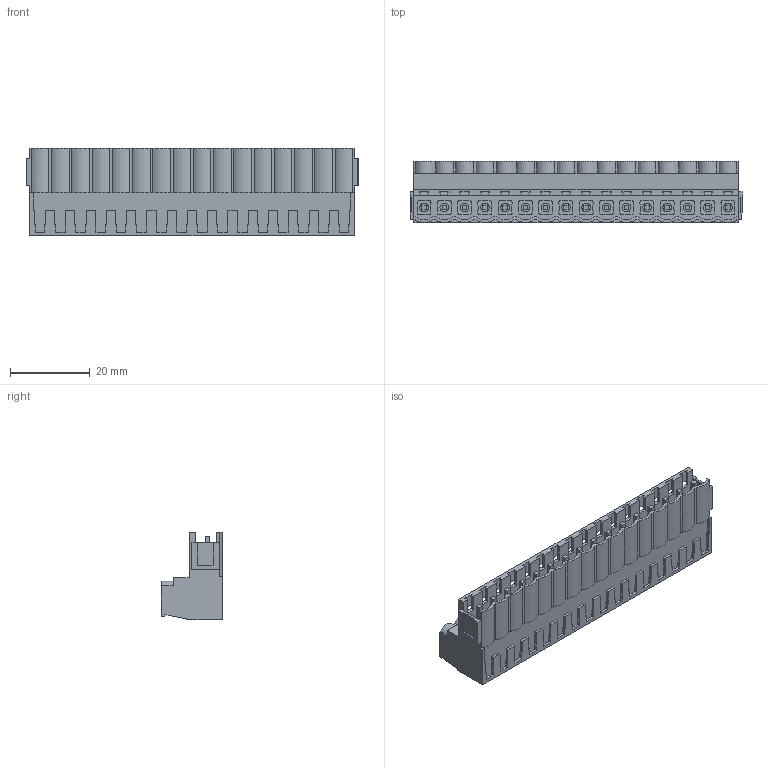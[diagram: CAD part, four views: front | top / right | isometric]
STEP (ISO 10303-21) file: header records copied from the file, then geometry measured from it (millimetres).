
FILE_DESCRIPTION(('CATIA V5 STEP Exchange','CAx-IF Rec.Pracs.--- Model Styling and Organization---1.4--- 2014-01-23'),'2;1');
FILE_NAME ('D1453775_1_1627380000_1627380000.stp','2022-08-02T13:28:35+00:00',('none'),('Weidmueller'),'CATIA Version 5-6 Release 2016 SP3 HF44','CATIA V5 STEP AP214','none');
FILE_SCHEMA(('AUTOMOTIVE_DESIGN { 1 0 10303 214 1 1 1 1 }'));
Length unit declared in the file: millimetre
Products named in the file (1): 1627380000
Bounding box: 83.24 x 15.3 x 22.05 mm (x, y, z)
Volume: 13927.5 mm3; surface area: 11930 mm2
Topology: 33 solids, 33 shells, 1121 faces, 2918 edges, 1927 vertices
Faces by surface type: plane 849, cylinder 208, extrusion 64
Entity records: 33248 total; most frequent: CARTESIAN_POINT 7931, ORIENTED_EDGE 5836, DIRECTION 3952, EDGE_CURVE 2918, VECTOR 2372, LINE 2308, VERTEX_POINT 1927, EDGE_LOOP 1217
